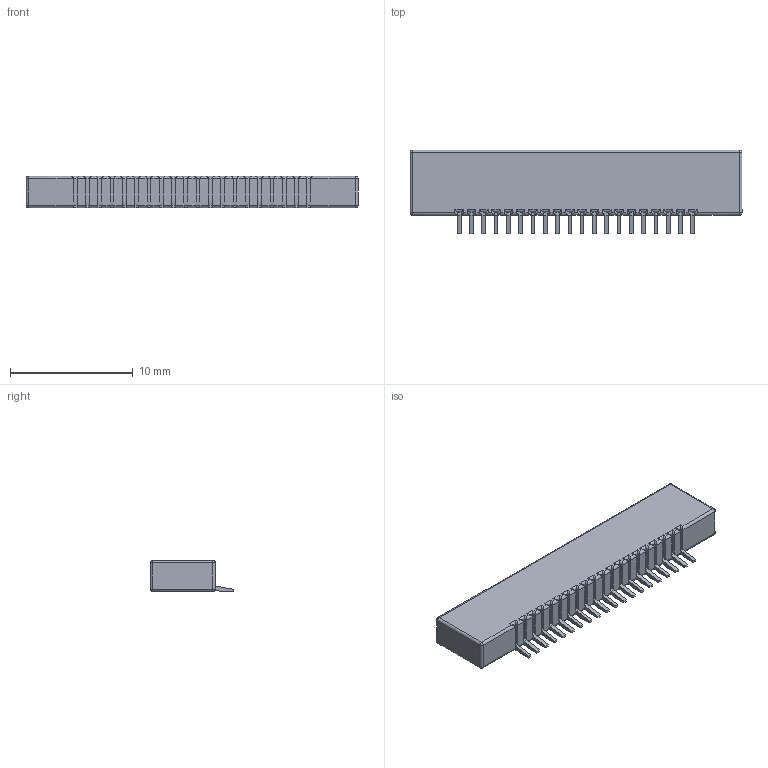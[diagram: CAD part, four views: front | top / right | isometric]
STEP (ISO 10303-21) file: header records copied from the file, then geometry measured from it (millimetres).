
FILE_DESCRIPTION (( 'STEP AP214' ), '1' );
FILE_NAME ('FFC20-1.0.STEP', '2012-08-20T08:05:09', ( 'User' ), ( 'Microsoft' ), 'SwSTEP 2.0', 'SolidWorks 2011', '' );
FILE_SCHEMA (( 'AUTOMOTIVE_DESIGN' ));
Length unit declared in the file: millimetre
Products named in the file (1): FFC20-1.0
Bounding box: 27 x 6.8 x 2.54 mm (x, y, z)
Volume: 286 mm3; surface area: 694.1 mm2
Topology: 2 solids, 2 shells, 413 faces, 1068 edges, 652 vertices
Faces by surface type: plane 312, cylinder 93, sphere 8
Entity records: 13537 total; most frequent: CARTESIAN_POINT 2366, ORIENTED_EDGE 2120, DIRECTION 1874, EDGE_CURVE 1060, VECTOR 914, LINE 914, VERTEX_POINT 652, AXIS2_PLACEMENT_3D 480
